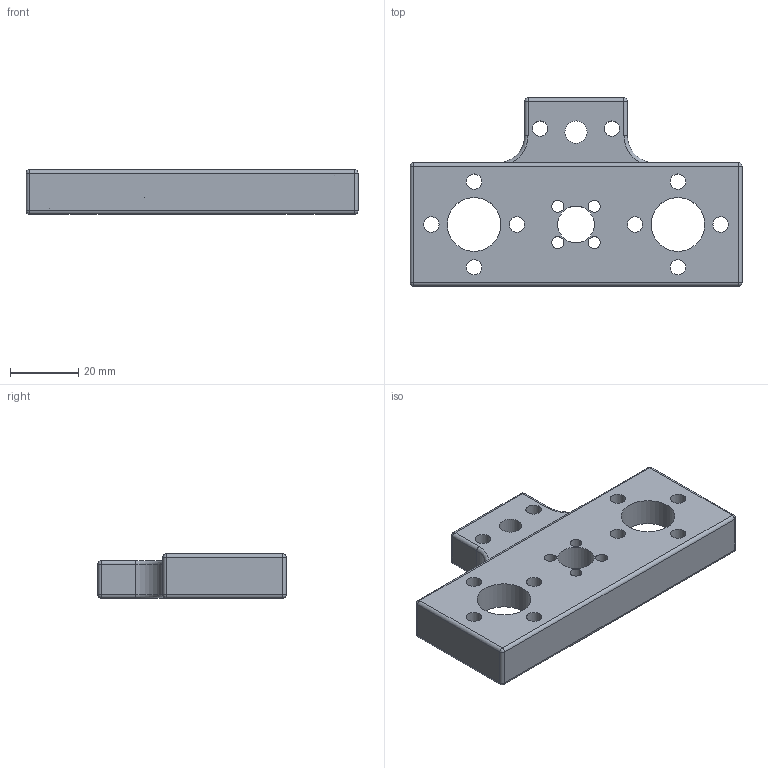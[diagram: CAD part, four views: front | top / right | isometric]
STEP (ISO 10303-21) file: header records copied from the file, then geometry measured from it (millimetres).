
FILE_DESCRIPTION(/* description */ (''),/* implementation_level */ '2;1');
FILE_NAME(/* name */ '05_SP_Middle.stp',/* time_stamp */ '2024-06-04T15:57:39+02:00',/* author */ ('JN'),/* organization */ (''),/* preprocessor_version */ 'ST-DEVELOPER v18.1',/* originating_system */ 'Autodesk Inventor 2022',/* authorisation */ '');
FILE_SCHEMA (('AUTOMOTIVE_DESIGN { 1 0 10303 214 3 1 1 }'));
Length unit declared in the file: millimetre
Products named in the file (1): middle_part
Bounding box: 97 x 55 x 13 mm (x, y, z)
Volume: 36082.4 mm3; surface area: 14426.9 mm2
Topology: 1 solids, 1 shells, 81 faces, 186 edges, 109 vertices
Faces by surface type: cylinder 45, plane 16, sphere 12, torus 8
Full cylindrical faces by diameter (mm): 3.5 x4, 4.5 x10, 6.5 x1, 10.7 x1, 12.95 x1, 15.7 x2, 22.4 x1, 32.4 x2
Entity records: 2446 total; most frequent: DIRECTION 451, CARTESIAN_POINT 435, ORIENTED_EDGE 372, AXIS2_PLACEMENT_3D 189, EDGE_CURVE 186, EDGE_LOOP 119, VERTEX_POINT 109, CIRCLE 107
